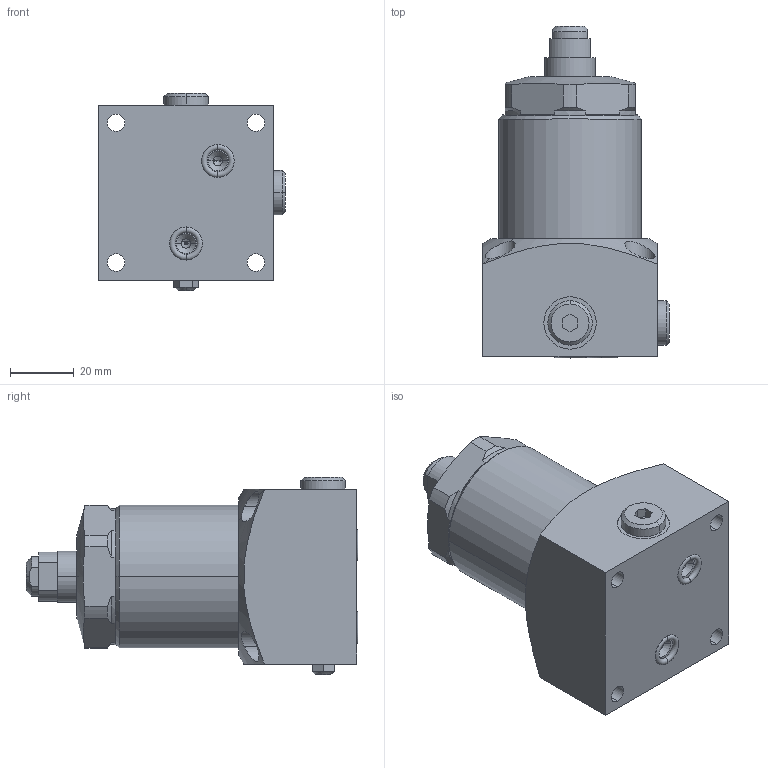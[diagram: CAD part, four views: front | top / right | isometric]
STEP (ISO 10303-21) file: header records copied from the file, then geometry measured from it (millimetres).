
FILE_DESCRIPTION((''),'2;1');
FILE_NAME('ILCML1061600H','2019-07-10T',('Mjust'),(''),'PRO/ENGINEER BY PARAMETRIC TECHNOLOGY CORPORATION, 2017170','PRO/ENGINEER BY PARAMETRIC TECHNOLOGY CORPORATION, 2017170','');
FILE_SCHEMA(('AUTOMOTIVE_DESIGN { 1 0 10303 214 1 1 1 1 }'));
Length unit declared in the file: millimetre
Products named in the file (1): ILCML1061600H
Bounding box: 58.75 x 104.45 x 62.07 mm (x, y, z)
Volume: 184463.9 mm3; surface area: 25956.3 mm2
Topology: 1 solids, 5 shells, 181 faces, 440 edges, 279 vertices
Faces by surface type: plane 69, cylinder 64, cone 44, torus 4
Entity records: 6961 total; most frequent: CARTESIAN_POINT 1336, DIRECTION 912, ORIENTED_EDGE 852, PRESENTATION_STYLE_ASSIGNMENT 433, STYLED_ITEM 433, CURVE_STYLE 430, EDGE_CURVE 430, AXIS2_PLACEMENT_3D 356
